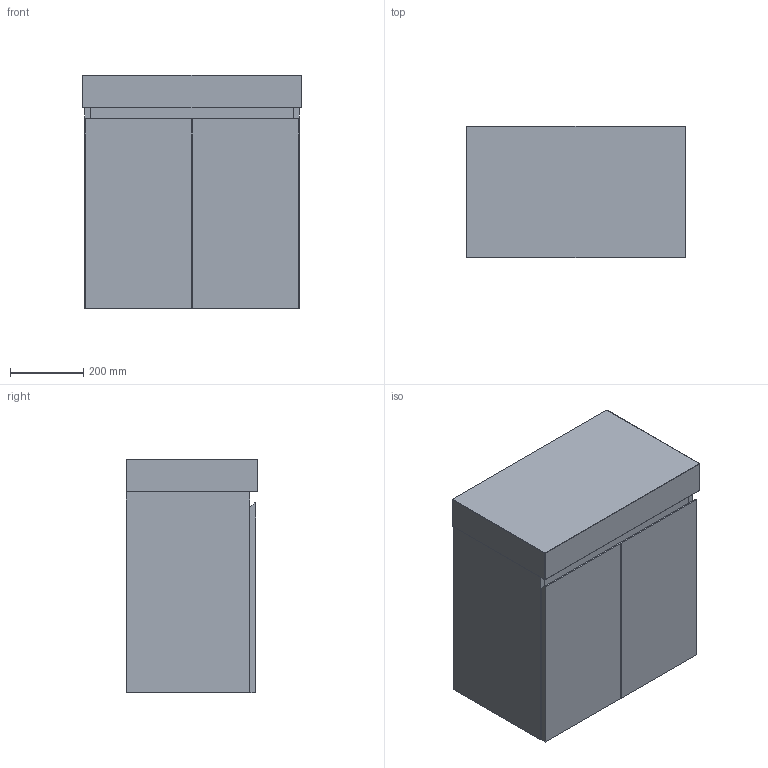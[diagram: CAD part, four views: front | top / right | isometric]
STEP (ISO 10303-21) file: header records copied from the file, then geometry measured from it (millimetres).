
FILE_DESCRIPTION(/* description */ (''),/* implementation_level */ '2;1');
FILE_NAME(/* name */ 'Domaine Ensuite (Wall Hung) 600 (90MM)',/* time_stamp */ '2025-07-09T14:49:40+10:00',/* author */ (''),/* organization */ (''),/* preprocessor_version */ 'ST-DEVELOPER v16.5',/* originating_system */ '',/* authorisation */ '');
FILE_SCHEMA (('AUTOMOTIVE_DESIGN'));
Length unit declared in the file: millimetre
Products named in the file (6): Document; Domaine Ensuite (Wall Hung) 600 (90MM); Domaine Ensuite WH ALL14; Domaine Ensuite 600 WH45; Blank Ensuite Benchtops (Domaine) ALL678910111213; 600 Ensuite (90mm)2
Assembly tree (5 placements, depth 4):
  Document
    Domaine Ensuite (Wall Hung) 600 (90MM)
      Domaine Ensuite WH ALL14
        Domaine Ensuite 600 WH45
      Blank Ensuite Benchtops (Domaine) ALL678910111213
        600 Ensuite (90mm)2
Bounding box: 600 x 360 x 640 mm (x, y, z)
Volume: 25939689.2 mm3; surface area: 3226464.6 mm2
Topology: 5 solids, 5 shells, 55 faces, 120 edges, 72 vertices
Faces by surface type: plane 41, cylinder 10, bspline 4
Entity records: 1659 total; most frequent: CARTESIAN_POINT 568, ORIENTED_EDGE 232, EDGE_CURVE 116, B_SPLINE_CURVE_WITH_KNOTS 100, DIRECTION 77, VERTEX_POINT 72, AXIS2_PLACEMENT_3D 64, EDGE_LOOP 56
